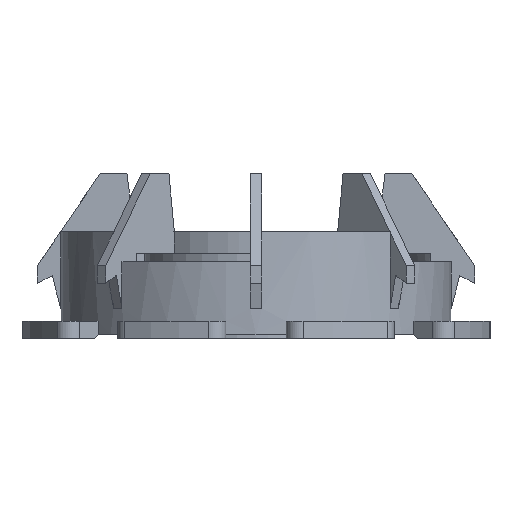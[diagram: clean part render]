
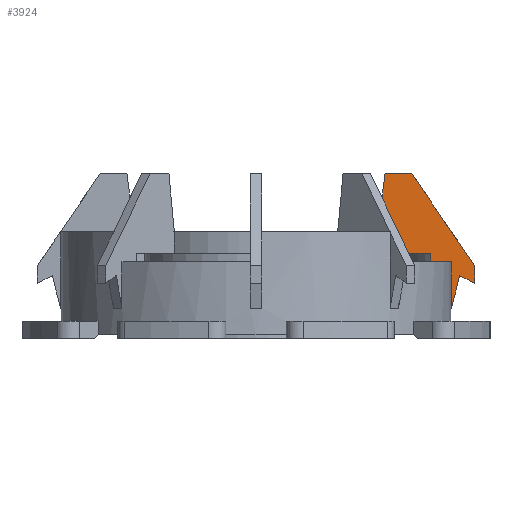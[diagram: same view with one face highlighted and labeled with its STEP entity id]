
A CAD part, left-side view. The second image highlights one B-rep face of the part: STEP entity #3924.
In plain terms, the highlighted free-form (B-spline) face has degree [1, 1] with [2, 2] control points.
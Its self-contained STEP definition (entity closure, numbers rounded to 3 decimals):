
#131 = VERTEX_POINT('',#132);
#132 = CARTESIAN_POINT('',(-0.709,-20.76,
    0.312));
#138 = EDGE_CURVE('',#131,#139,#141,.T.);
#139 = VERTEX_POINT('',#140);
#140 = CARTESIAN_POINT('',(-0.709,-20.76,
    -0.698));
#141 = B_SPLINE_CURVE_WITH_KNOTS('',1,(#142,#143),.UNSPECIFIED.,.F.,.F.,
  (2,2),(-0.275,0.615),.PIECEWISE_BEZIER_KNOTS.);
#142 = CARTESIAN_POINT('',(-0.709,-20.76,
    0.312));
#143 = CARTESIAN_POINT('',(-0.709,-20.76,
    -0.698));
#249 = EDGE_CURVE('',#250,#131,#252,.T.);
#250 = VERTEX_POINT('',#251);
#251 = CARTESIAN_POINT('',(-0.709,-14.455,
    0.312));
#252 = B_SPLINE_CURVE_WITH_KNOTS('',1,(#253,#254),.UNSPECIFIED.,.F.,.F.,
  (2,2),(12.735,18.289),.PIECEWISE_BEZIER_KNOTS.);
#253 = CARTESIAN_POINT('',(-0.709,-14.455,
    0.312));
#254 = CARTESIAN_POINT('',(-0.709,-20.76,
    0.312));
#737 = VERTEX_POINT('',#738);
#738 = CARTESIAN_POINT('',(-0.709,-23.259,
    -6.237));
#744 = EDGE_CURVE('',#737,#745,#747,.T.);
#745 = VERTEX_POINT('',#746);
#746 = CARTESIAN_POINT('',(-0.709,-23.259,
    -0.698));
#747 = B_SPLINE_CURVE_WITH_KNOTS('',1,(#748,#749),.UNSPECIFIED.,.F.,.F.,
  (2,2),(1.332,6.212),.PIECEWISE_BEZIER_KNOTS.);
#748 = CARTESIAN_POINT('',(-0.709,-23.259,
    -6.237));
#749 = CARTESIAN_POINT('',(-0.709,-23.259,
    -0.698));
#1179 = VERTEX_POINT('',#1180);
#1180 = CARTESIAN_POINT('',(-0.709,-18.545,
    9.79));
#1186 = EDGE_CURVE('',#1187,#1179,#1189,.T.);
#1187 = VERTEX_POINT('',#1188);
#1188 = CARTESIAN_POINT('',(-0.709,-26.001,
    -1.141));
#1189 = B_SPLINE_CURVE_WITH_KNOTS('',3,(#1190,#1191,#1192,#1193),
  .UNSPECIFIED.,.F.,.F.,(4,4),(0.01,0.022),
  .PIECEWISE_BEZIER_KNOTS.);
#1190 = CARTESIAN_POINT('',(-0.709,-26.001,
    -1.141));
#1191 = CARTESIAN_POINT('',(-0.709,-23.516,
    2.503));
#1192 = CARTESIAN_POINT('',(-0.709,-21.031,
    6.147));
#1193 = CARTESIAN_POINT('',(-0.709,-18.545,
    9.79));
#2932 = VERTEX_POINT('',#2933);
#2933 = CARTESIAN_POINT('',(-0.709,-15.364,
    9.79));
#2939 = EDGE_CURVE('',#2932,#1179,#2940,.T.);
#2940 = B_SPLINE_CURVE_WITH_KNOTS('',1,(#2941,#2942),.UNSPECIFIED.,.F.,
  .F.,(2,2),(-1.001,1.802),.PIECEWISE_BEZIER_KNOTS.);
#2941 = CARTESIAN_POINT('',(-0.709,-15.364,
    9.79));
#2942 = CARTESIAN_POINT('',(-0.709,-18.545,
    9.79));
#3077 = VERTEX_POINT('',#3078);
#3078 = CARTESIAN_POINT('',(-0.709,-26.001,
    -3.241));
#3090 = EDGE_CURVE('',#3077,#1187,#3091,.T.);
#3091 = B_SPLINE_CURVE_WITH_KNOTS('',1,(#3092,#3093),.UNSPECIFIED.,.F.,
  .F.,(2,2),(3.972,5.822),.PIECEWISE_BEZIER_KNOTS.);
#3092 = CARTESIAN_POINT('',(-0.709,-26.001,
    -3.241));
#3093 = CARTESIAN_POINT('',(-0.709,-26.001,
    -1.141));
#3105 = EDGE_CURVE('',#3106,#3077,#3108,.T.);
#3106 = VERTEX_POINT('',#3107);
#3107 = CARTESIAN_POINT('',(-0.709,-24.218,
    -2.333));
#3108 = B_SPLINE_CURVE_WITH_KNOTS('',3,(#3109,#3110,#3111,#3112),
  .UNSPECIFIED.,.F.,.F.,(4,4),(0.004,0.006),
  .PIECEWISE_BEZIER_KNOTS.);
#3109 = CARTESIAN_POINT('',(-0.709,-24.218,
    -2.333));
#3110 = CARTESIAN_POINT('',(-0.709,-24.812,
    -2.635));
#3111 = CARTESIAN_POINT('',(-0.709,-25.407,
    -2.938));
#3112 = CARTESIAN_POINT('',(-0.709,-26.001,
    -3.241));
#3149 = EDGE_CURVE('',#737,#3106,#3150,.T.);
#3150 = B_SPLINE_CURVE_WITH_KNOTS('',3,(#3151,#3152,#3153,#3154),
  .UNSPECIFIED.,.F.,.F.,(4,4),(0.004,0.007),
  .PIECEWISE_BEZIER_KNOTS.);
#3151 = CARTESIAN_POINT('',(-0.709,-23.259,
    -6.237));
#3152 = CARTESIAN_POINT('',(-0.709,-23.578,
    -4.936));
#3153 = CARTESIAN_POINT('',(-0.709,-23.898,
    -3.634));
#3154 = CARTESIAN_POINT('',(-0.709,-24.218,
    -2.333));
#3196 = EDGE_CURVE('',#3197,#2932,#3199,.T.);
#3197 = VERTEX_POINT('',#3198);
#3198 = CARTESIAN_POINT('',(-0.709,-14.455,
    2.912));
#3199 = B_SPLINE_CURVE_WITH_KNOTS('',3,(#3200,#3201,#3202,#3203),
  .UNSPECIFIED.,.F.,.F.,(4,4),(0.006,0.012),
  .PIECEWISE_BEZIER_KNOTS.);
#3200 = CARTESIAN_POINT('',(-0.709,-14.455,
    2.912));
#3201 = CARTESIAN_POINT('',(-0.709,-14.758,
    5.204));
#3202 = CARTESIAN_POINT('',(-0.709,-15.061,
    7.497));
#3203 = CARTESIAN_POINT('',(-0.709,-15.364,
    9.79));
#3924 = ADVANCED_FACE('',(#3925),#3946,.T.);
#3925 = FACE_BOUND('',#3926,.T.);
#3926 = EDGE_LOOP('',(#3927,#3928,#3933,#3934,#3935,#3940,#3941,#3942,
    #3943,#3944,#3945));
#3927 = ORIENTED_EDGE('',*,*,#3196,.F.);
#3928 = ORIENTED_EDGE('',*,*,#3929,.F.);
#3929 = EDGE_CURVE('',#250,#3197,#3930,.T.);
#3930 = B_SPLINE_CURVE_WITH_KNOTS('',1,(#3931,#3932),.UNSPECIFIED.,.F.,
  .F.,(2,2),(0.89,3.18),.PIECEWISE_BEZIER_KNOTS.);
#3931 = CARTESIAN_POINT('',(-0.709,-14.455,
    0.312));
#3932 = CARTESIAN_POINT('',(-0.709,-14.455,
    2.912));
#3933 = ORIENTED_EDGE('',*,*,#249,.T.);
#3934 = ORIENTED_EDGE('',*,*,#138,.T.);
#3935 = ORIENTED_EDGE('',*,*,#3936,.T.);
#3936 = EDGE_CURVE('',#139,#745,#3937,.T.);
#3937 = B_SPLINE_CURVE_WITH_KNOTS('',1,(#3938,#3939),.UNSPECIFIED.,.F.,
  .F.,(2,2),(-0.574,1.627),.PIECEWISE_BEZIER_KNOTS.);
#3938 = CARTESIAN_POINT('',(-0.709,-20.76,
    -0.698));
#3939 = CARTESIAN_POINT('',(-0.709,-23.259,
    -0.698));
#3940 = ORIENTED_EDGE('',*,*,#744,.F.);
#3941 = ORIENTED_EDGE('',*,*,#3149,.T.);
#3942 = ORIENTED_EDGE('',*,*,#3105,.T.);
#3943 = ORIENTED_EDGE('',*,*,#3090,.T.);
#3944 = ORIENTED_EDGE('',*,*,#1186,.T.);
#3945 = ORIENTED_EDGE('',*,*,#2939,.F.);
#3946 = B_SPLINE_SURFACE_WITH_KNOTS('',1,1,(
    (#3947,#3948)
    ,(#3949,#3950
    )),.UNSPECIFIED.,.F.,.F.,.F.,(2,2),(2,2),(-1.802,
    8.37),(-8.058,6.062),.PIECEWISE_BEZIER_KNOTS.);
#3947 = CARTESIAN_POINT('',(-0.709,-14.455,
    -6.237));
#3948 = CARTESIAN_POINT('',(-0.709,-14.455,
    9.79));
#3949 = CARTESIAN_POINT('',(-0.709,-26.001,
    -6.237));
#3950 = CARTESIAN_POINT('',(-0.709,-26.001,
    9.79));
